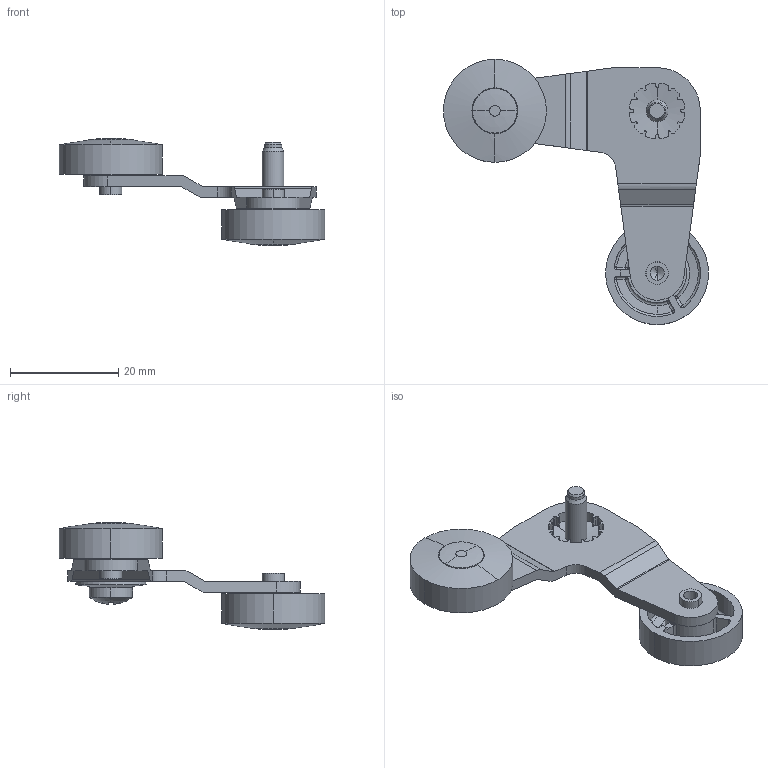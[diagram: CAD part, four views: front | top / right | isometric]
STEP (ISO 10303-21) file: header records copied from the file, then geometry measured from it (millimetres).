
FILE_DESCRIPTION(('STEP AP242'),'1');
FILE_NAME('switch_zcy61.stp','2021-06-13T11:52:48',('TraceParts'),('TraceParts S.A.'),'Spatial InterOp 3D',' ',' ');
FILE_SCHEMA(('AP242_MANAGED_MODEL_BASED_3D_ENGINEERING_MIM_LF {1 0 10303 442 1 1 4}'));
Length unit declared in the file: millimetre
Products named in the file (1): switch_zcy61_1
Bounding box: 49.05 x 49.05 x 19.8 mm (x, y, z)
Volume: 4398 mm3; surface area: 6015.2 mm2
Topology: 7 solids, 7 shells, 604 faces, 1630 edges, 1039 vertices
Faces by surface type: plane 250, cylinder 220, sphere 40, cone 36, torus 34, bspline 24
Entity records: 19743 total; most frequent: CARTESIAN_POINT 4316, DIRECTION 3332, ORIENTED_EDGE 3232, EDGE_CURVE 1616, AXIS2_PLACEMENT_3D 1233, VERTEX_POINT 1039, LINE 866, VECTOR 866
